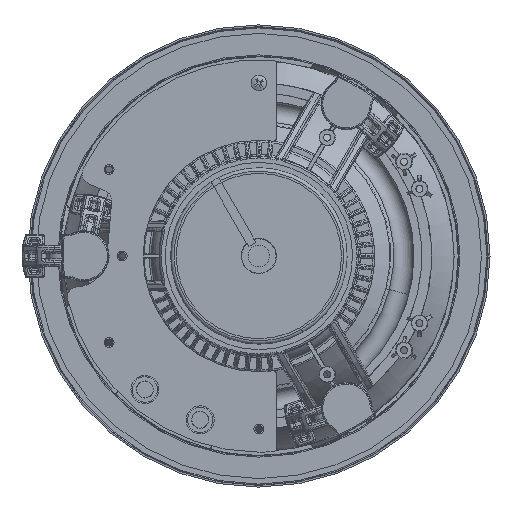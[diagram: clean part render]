
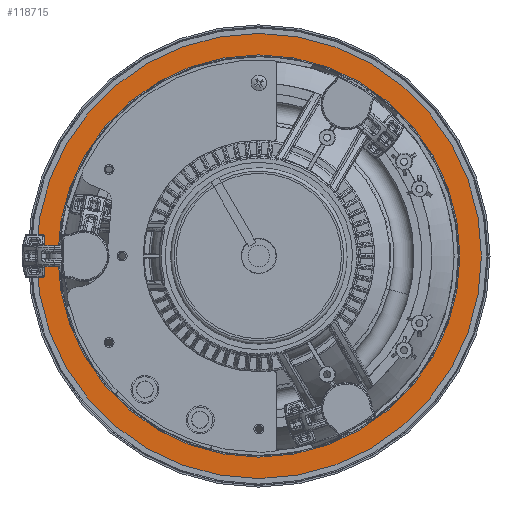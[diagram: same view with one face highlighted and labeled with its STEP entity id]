
A CAD part, front view. The second image highlights one B-rep face of the part: STEP entity #118715.
In plain terms, the highlighted face is planar.
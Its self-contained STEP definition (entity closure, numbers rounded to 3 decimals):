
#599 = DIRECTION ( 'NONE',  ( 1., 0., 0. ) ) ;
#2632 = AXIS2_PLACEMENT_3D ( 'NONE', #85424, #95865, #599 ) ;
#8929 = ORIENTED_EDGE ( 'NONE', *, *, #72456, .F. ) ;
#9166 = CIRCLE ( 'NONE', #69103, 91.25 ) ;
#9815 = AXIS2_PLACEMENT_3D ( 'NONE', #29540, #115004, #93486 ) ;
#22148 = PLANE ( 'NONE',  #2632 ) ;
#29540 = CARTESIAN_POINT ( 'NONE',  ( 0., 0., 2. ) ) ;
#32629 = CARTESIAN_POINT ( 'NONE',  ( 0., 0., 2. ) ) ;
#36722 = DIRECTION ( 'NONE',  ( 0., 0., 1. ) ) ;
#38321 = VERTEX_POINT ( 'NONE', #82754 ) ;
#39192 = CARTESIAN_POINT ( 'NONE',  ( 101., 0., 2. ) ) ;
#41309 = EDGE_CURVE ( 'NONE', #96062, #137497, #130175, .T. ) ;
#43068 = DIRECTION ( 'NONE',  ( 0., 0., 1. ) ) ;
#43752 = DIRECTION ( 'NONE',  ( 1., 0., 0. ) ) ;
#51979 = DIRECTION ( 'NONE',  ( 1., 0., 0. ) ) ;
#54004 = DIRECTION ( 'NONE',  ( 0., 0., 1. ) ) ;
#54174 = FACE_BOUND ( 'NONE', #60890, .T. ) ;
#60890 = EDGE_LOOP ( 'NONE', ( #8929, #134452 ) ) ;
#62385 = CARTESIAN_POINT ( 'NONE',  ( 0., 0., 2. ) ) ;
#64004 = CARTESIAN_POINT ( 'NONE',  ( -101., 0., 2. ) ) ;
#69103 = AXIS2_PLACEMENT_3D ( 'NONE', #62385, #54004, #51979 ) ;
#69760 = CIRCLE ( 'NONE', #9815, 101. ) ;
#70325 = AXIS2_PLACEMENT_3D ( 'NONE', #32629, #43068, #43752 ) ;
#72212 = EDGE_LOOP ( 'NONE', ( #98878, #123611 ) ) ;
#72456 = EDGE_CURVE ( 'NONE', #38321, #133432, #103188, .T. ) ;
#77050 = CARTESIAN_POINT ( 'NONE',  ( 0., 0., 2. ) ) ;
#82754 = CARTESIAN_POINT ( 'NONE',  ( -91.25, 0., 2. ) ) ;
#85424 = CARTESIAN_POINT ( 'NONE',  ( 0., 0., 2. ) ) ;
#93486 = DIRECTION ( 'NONE',  ( 1., 0., 0. ) ) ;
#95865 = DIRECTION ( 'NONE',  ( 0., 0., 1. ) ) ;
#96062 = VERTEX_POINT ( 'NONE', #64004 ) ;
#98878 = ORIENTED_EDGE ( 'NONE', *, *, #41309, .T. ) ;
#101013 = EDGE_CURVE ( 'NONE', #137497, #96062, #69760, .T. ) ;
#103188 = CIRCLE ( 'NONE', #107595, 91.25 ) ;
#104940 = FACE_OUTER_BOUND ( 'NONE', #72212, .T. ) ;
#107595 = AXIS2_PLACEMENT_3D ( 'NONE', #77050, #36722, #109681 ) ;
#109681 = DIRECTION ( 'NONE',  ( 1., 0., 0. ) ) ;
#115004 = DIRECTION ( 'NONE',  ( 0., 0., 1. ) ) ;
#116215 = EDGE_CURVE ( 'NONE', #133432, #38321, #9166, .T. ) ;
#118715 = ADVANCED_FACE ( 'NONE', ( #104940, #54174 ), #22148, .T. ) ;
#122416 = CARTESIAN_POINT ( 'NONE',  ( 91.25, 0., 2. ) ) ;
#123611 = ORIENTED_EDGE ( 'NONE', *, *, #101013, .T. ) ;
#130175 = CIRCLE ( 'NONE', #70325, 101. ) ;
#133432 = VERTEX_POINT ( 'NONE', #122416 ) ;
#134452 = ORIENTED_EDGE ( 'NONE', *, *, #116215, .F. ) ;
#137497 = VERTEX_POINT ( 'NONE', #39192 ) ;
